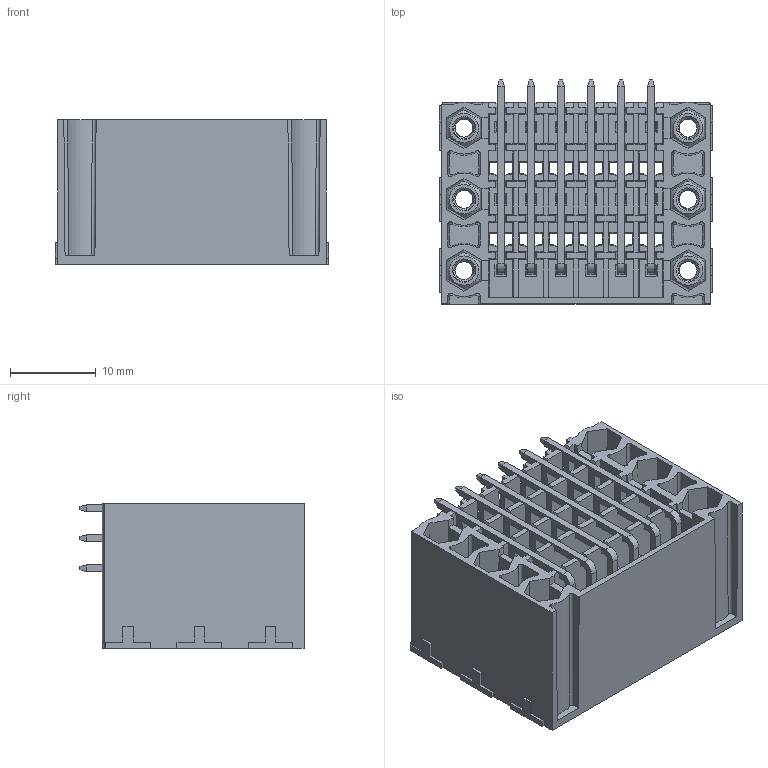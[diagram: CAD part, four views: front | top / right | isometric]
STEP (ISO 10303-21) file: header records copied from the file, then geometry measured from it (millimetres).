
FILE_DESCRIPTION( ('This file contains a STEP AP42 implementation' ,'as created by ZW3D STEP Interface translator.') ,'2;1' );
FILE_NAME( 'WJ15EDGRH3M-3.5-06P.stp' ,'24 123.153556', (''), ('ZWCAD Software Co.'), 'Version 1.0', 'ZW3D to STEP translator', '' );
FILE_SCHEMA(('AUTOMOTIVE_DESIGN'));
Length unit declared in the file: millimetre
Products named in the file (2): 0; wj15edgrh3m-350.asm
Bounding box: 31.9 x 26.1 x 16.8 mm (x, y, z)
Volume: 5441.4 mm3; surface area: 14227.6 mm2
Topology: 25 solids, 25 shells, 2556 faces, 7041 edges, 4557 vertices
Faces by surface type: bspline 2556
Entity records: 113888 total; most frequent: CARTESIAN_POINT 69454, ORIENTED_EDGE 14082, EDGE_CURVE 7041, B_SPLINE_CURVE_WITH_KNOTS 6151, VERTEX_POINT 4557, EDGE_LOOP 2662, FACE_OUTER_BOUND 2556, ADVANCED_FACE 2556
